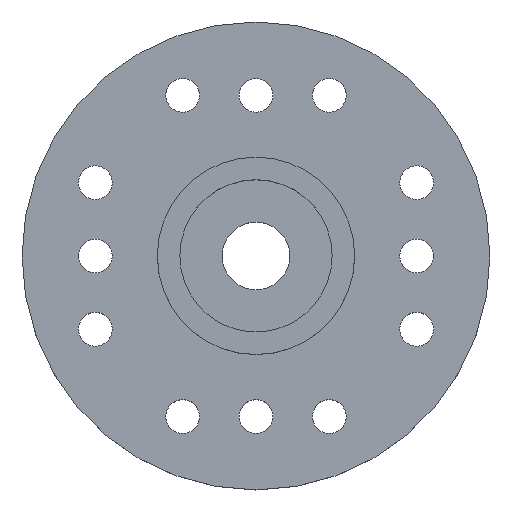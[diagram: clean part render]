
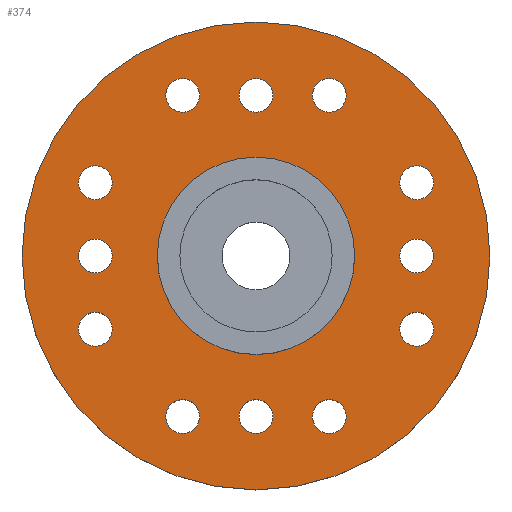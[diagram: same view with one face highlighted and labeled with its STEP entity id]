
A CAD part, top view. The second image highlights one B-rep face of the part: STEP entity #374.
In plain terms, the highlighted planar face has unit normal (0, 0, 1).
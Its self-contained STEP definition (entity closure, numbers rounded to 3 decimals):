
#16=FACE_BOUND('',#72,.T.);
#17=FACE_BOUND('',#73,.T.);
#18=FACE_BOUND('',#74,.T.);
#19=FACE_BOUND('',#75,.T.);
#20=FACE_BOUND('',#76,.T.);
#21=FACE_BOUND('',#77,.T.);
#22=FACE_BOUND('',#78,.T.);
#23=FACE_BOUND('',#79,.T.);
#24=FACE_BOUND('',#80,.T.);
#25=FACE_BOUND('',#81,.T.);
#26=FACE_BOUND('',#82,.T.);
#27=FACE_BOUND('',#83,.T.);
#28=FACE_BOUND('',#84,.T.);
#44=PLANE('',#412);
#50=FACE_OUTER_BOUND('',#71,.T.);
#71=EDGE_LOOP('',(#269));
#72=EDGE_LOOP('',(#270));
#73=EDGE_LOOP('',(#271));
#74=EDGE_LOOP('',(#272));
#75=EDGE_LOOP('',(#273));
#76=EDGE_LOOP('',(#274));
#77=EDGE_LOOP('',(#275));
#78=EDGE_LOOP('',(#276));
#79=EDGE_LOOP('',(#277));
#80=EDGE_LOOP('',(#278));
#81=EDGE_LOOP('',(#279));
#82=EDGE_LOOP('',(#280));
#83=EDGE_LOOP('',(#281));
#84=EDGE_LOOP('',(#282));
#150=CIRCLE('',#410,4.375);
#151=CIRCLE('',#413,10.375);
#152=CIRCLE('',#414,0.75);
#153=CIRCLE('',#415,0.75);
#154=CIRCLE('',#416,0.75);
#155=CIRCLE('',#417,0.75);
#156=CIRCLE('',#418,0.75);
#157=CIRCLE('',#419,0.75);
#158=CIRCLE('',#420,0.75);
#159=CIRCLE('',#421,0.75);
#160=CIRCLE('',#422,0.75);
#161=CIRCLE('',#423,0.75);
#162=CIRCLE('',#424,0.75);
#163=CIRCLE('',#425,0.75);
#182=VERTEX_POINT('',#589);
#183=VERTEX_POINT('',#594);
#184=VERTEX_POINT('',#596);
#185=VERTEX_POINT('',#598);
#186=VERTEX_POINT('',#600);
#187=VERTEX_POINT('',#602);
#188=VERTEX_POINT('',#604);
#189=VERTEX_POINT('',#606);
#190=VERTEX_POINT('',#608);
#191=VERTEX_POINT('',#610);
#192=VERTEX_POINT('',#612);
#193=VERTEX_POINT('',#614);
#194=VERTEX_POINT('',#616);
#195=VERTEX_POINT('',#618);
#216=EDGE_CURVE('',#182,#182,#150,.T.);
#217=EDGE_CURVE('',#183,#183,#151,.T.);
#218=EDGE_CURVE('',#184,#184,#152,.T.);
#219=EDGE_CURVE('',#185,#185,#153,.T.);
#220=EDGE_CURVE('',#186,#186,#154,.T.);
#221=EDGE_CURVE('',#187,#187,#155,.T.);
#222=EDGE_CURVE('',#188,#188,#156,.T.);
#223=EDGE_CURVE('',#189,#189,#157,.T.);
#224=EDGE_CURVE('',#190,#190,#158,.T.);
#225=EDGE_CURVE('',#191,#191,#159,.T.);
#226=EDGE_CURVE('',#192,#192,#160,.T.);
#227=EDGE_CURVE('',#193,#193,#161,.T.);
#228=EDGE_CURVE('',#194,#194,#162,.T.);
#229=EDGE_CURVE('',#195,#195,#163,.T.);
#269=ORIENTED_EDGE('',*,*,#217,.T.);
#270=ORIENTED_EDGE('',*,*,#218,.T.);
#271=ORIENTED_EDGE('',*,*,#219,.T.);
#272=ORIENTED_EDGE('',*,*,#220,.T.);
#273=ORIENTED_EDGE('',*,*,#221,.T.);
#274=ORIENTED_EDGE('',*,*,#222,.T.);
#275=ORIENTED_EDGE('',*,*,#223,.T.);
#276=ORIENTED_EDGE('',*,*,#224,.T.);
#277=ORIENTED_EDGE('',*,*,#225,.T.);
#278=ORIENTED_EDGE('',*,*,#226,.T.);
#279=ORIENTED_EDGE('',*,*,#227,.T.);
#280=ORIENTED_EDGE('',*,*,#228,.T.);
#281=ORIENTED_EDGE('',*,*,#229,.T.);
#282=ORIENTED_EDGE('',*,*,#216,.T.);
#374=ADVANCED_FACE('',(#50,#16,#17,#18,#19,#20,#21,#22,#23,#24,#25,#26,
#27,#28),#44,.T.);
#410=AXIS2_PLACEMENT_3D('',#591,#471,#472);
#412=AXIS2_PLACEMENT_3D('',#593,#475,#476);
#413=AXIS2_PLACEMENT_3D('',#595,#477,#478);
#414=AXIS2_PLACEMENT_3D('',#597,#479,#480);
#415=AXIS2_PLACEMENT_3D('',#599,#481,#482);
#416=AXIS2_PLACEMENT_3D('',#601,#483,#484);
#417=AXIS2_PLACEMENT_3D('',#603,#485,#486);
#418=AXIS2_PLACEMENT_3D('',#605,#487,#488);
#419=AXIS2_PLACEMENT_3D('',#607,#489,#490);
#420=AXIS2_PLACEMENT_3D('',#609,#491,#492);
#421=AXIS2_PLACEMENT_3D('',#611,#493,#494);
#422=AXIS2_PLACEMENT_3D('',#613,#495,#496);
#423=AXIS2_PLACEMENT_3D('',#615,#497,#498);
#424=AXIS2_PLACEMENT_3D('',#617,#499,#500);
#425=AXIS2_PLACEMENT_3D('',#619,#501,#502);
#471=DIRECTION('center_axis',(0.,0.,-1.));
#472=DIRECTION('ref_axis',(-1.,0.,0.));
#475=DIRECTION('center_axis',(0.,0.,1.));
#476=DIRECTION('ref_axis',(1.,0.,0.));
#477=DIRECTION('center_axis',(0.,0.,1.));
#478=DIRECTION('ref_axis',(1.,0.,0.));
#479=DIRECTION('center_axis',(0.,0.,-1.));
#480=DIRECTION('ref_axis',(1.,0.,0.));
#481=DIRECTION('center_axis',(0.,0.,-1.));
#482=DIRECTION('ref_axis',(1.,0.,0.));
#483=DIRECTION('center_axis',(0.,0.,-1.));
#484=DIRECTION('ref_axis',(1.,0.,0.));
#485=DIRECTION('center_axis',(0.,0.,-1.));
#486=DIRECTION('ref_axis',(1.,0.,0.));
#487=DIRECTION('center_axis',(0.,0.,-1.));
#488=DIRECTION('ref_axis',(1.,0.,0.));
#489=DIRECTION('center_axis',(0.,0.,-1.));
#490=DIRECTION('ref_axis',(1.,0.,0.));
#491=DIRECTION('center_axis',(0.,0.,-1.));
#492=DIRECTION('ref_axis',(1.,0.,0.));
#493=DIRECTION('center_axis',(0.,0.,-1.));
#494=DIRECTION('ref_axis',(1.,0.,0.));
#495=DIRECTION('center_axis',(0.,0.,-1.));
#496=DIRECTION('ref_axis',(1.,0.,0.));
#497=DIRECTION('center_axis',(0.,0.,-1.));
#498=DIRECTION('ref_axis',(1.,0.,0.));
#499=DIRECTION('center_axis',(0.,0.,-1.));
#500=DIRECTION('ref_axis',(1.,0.,0.));
#501=DIRECTION('center_axis',(0.,0.,-1.));
#502=DIRECTION('ref_axis',(1.,0.,0.));
#589=CARTESIAN_POINT('',(4.375,0.,2.25));
#591=CARTESIAN_POINT('Origin',(0.,0.,2.25));
#593=CARTESIAN_POINT('Origin',(0.,0.,2.25));
#594=CARTESIAN_POINT('',(-10.375,0.,2.25));
#595=CARTESIAN_POINT('Origin',(0.,0.,2.25));
#596=CARTESIAN_POINT('',(-0.75,-7.125,2.25));
#597=CARTESIAN_POINT('Origin',(0.,-7.125,2.25));
#598=CARTESIAN_POINT('',(-7.875,-3.25,2.25));
#599=CARTESIAN_POINT('Origin',(-7.125,-3.25,2.25));
#600=CARTESIAN_POINT('',(-4.,-7.125,2.25));
#601=CARTESIAN_POINT('Origin',(-3.25,-7.125,2.25));
#602=CARTESIAN_POINT('',(2.5,7.125,2.25));
#603=CARTESIAN_POINT('Origin',(3.25,7.125,2.25));
#604=CARTESIAN_POINT('',(2.5,-7.125,2.25));
#605=CARTESIAN_POINT('Origin',(3.25,-7.125,2.25));
#606=CARTESIAN_POINT('',(-4.,7.125,2.25));
#607=CARTESIAN_POINT('Origin',(-3.25,7.125,2.25));
#608=CARTESIAN_POINT('',(6.375,3.25,2.25));
#609=CARTESIAN_POINT('Origin',(7.125,3.25,2.25));
#610=CARTESIAN_POINT('',(6.375,0.,2.25));
#611=CARTESIAN_POINT('Origin',(7.125,0.,2.25));
#612=CARTESIAN_POINT('',(-0.75,7.125,2.25));
#613=CARTESIAN_POINT('Origin',(0.,7.125,2.25));
#614=CARTESIAN_POINT('',(6.375,-3.25,2.25));
#615=CARTESIAN_POINT('Origin',(7.125,-3.25,2.25));
#616=CARTESIAN_POINT('',(-7.875,0.,2.25));
#617=CARTESIAN_POINT('Origin',(-7.125,0.,2.25));
#618=CARTESIAN_POINT('',(-7.875,3.25,2.25));
#619=CARTESIAN_POINT('Origin',(-7.125,3.25,2.25));
